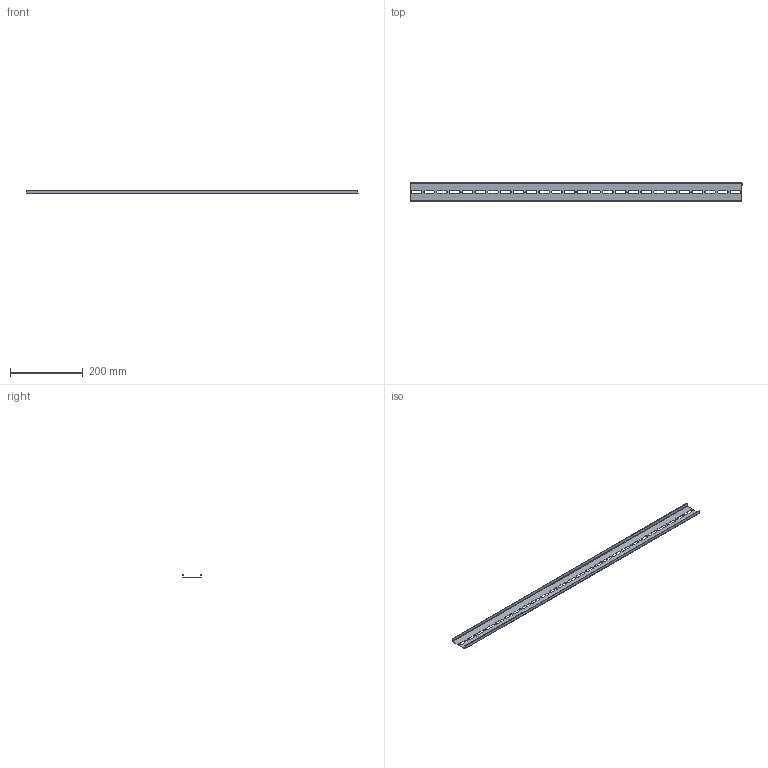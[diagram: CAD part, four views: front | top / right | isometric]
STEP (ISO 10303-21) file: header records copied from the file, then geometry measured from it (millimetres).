
FILE_DESCRIPTION (( 'STEP AP214' ), '1' );
FILE_NAME ('mb15-10-02 Ðåéêà ìîíòàæíàÿ (50x910) ïåðôîðèðîâàííàÿ ê ÂÐÓ Unit è ÙÎ-70 (Âõ1000õÃ) EKF PROxima.STEP', '2022-01-27T08:48:18', ( '' ), ( '' ), 'SwSTEP 2.0', 'SolidWorks 2021', '' );
FILE_SCHEMA (( 'AUTOMOTIVE_DESIGN' ));
Length unit declared in the file: millimetre
Products named in the file (1): mb15-10-02 Ðåéêà ìîíòàæíàÿ (50x910) ïåðôîðèðîâàííàÿ ê ÂÐÓ Unit è ÙÎ-70 (Âõ1000õÃ) EKF PROxima
Bounding box: 910 x 50 x 10 mm (x, y, z)
Volume: 55521.7 mm3; surface area: 114764.5 mm2
Topology: 1 solids, 1 shells, 152 faces, 434 edges, 284 vertices
Faces by surface type: cylinder 82, plane 70
Entity records: 5132 total; most frequent: DIRECTION 904, CARTESIAN_POINT 871, ORIENTED_EDGE 868, EDGE_CURVE 434, AXIS2_PLACEMENT_3D 317, VERTEX_POINT 284, LINE 270, VECTOR 270
